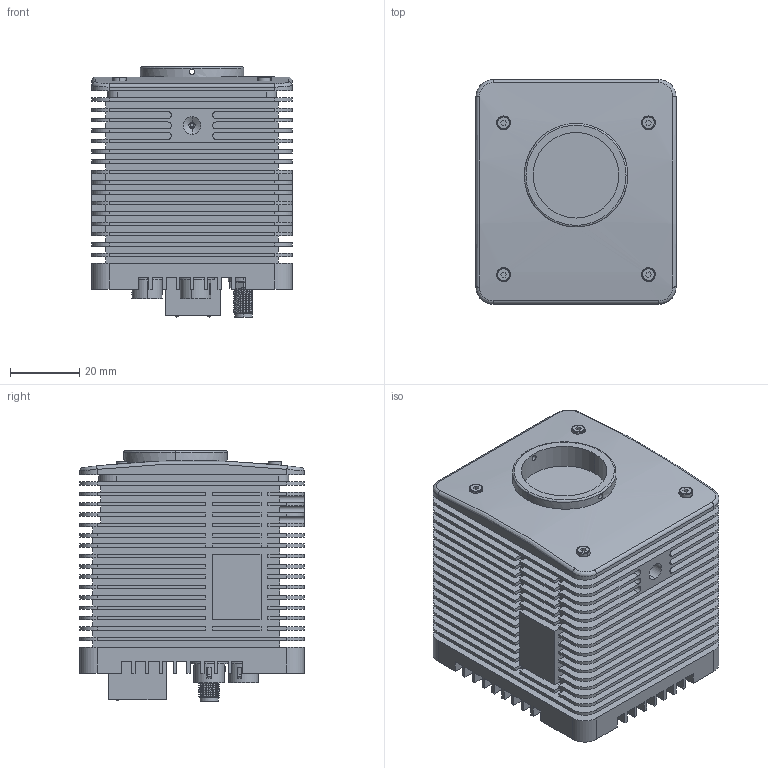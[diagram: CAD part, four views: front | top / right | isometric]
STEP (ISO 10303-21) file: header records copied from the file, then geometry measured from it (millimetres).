
FILE_DESCRIPTION (( 'STEP AP203' ), '1' );
FILE_NAME ('680103.STEP', '2021-06-21T07:04:42', ( '' ), ( '' ), 'SwSTEP 2.0', 'SolidWorks 2020', '' );
FILE_SCHEMA (( 'CONFIG_CONTROL_DESIGN' ));
Products named in the file (1): 680103
Bounding box: 58 x 65 x 72.6 mm (x, y, z)
Volume: 183381 mm3; surface area: 79241.1 mm2
Topology: 34 solids, 34 shells, 1819 faces, 4949 edges, 3222 vertices
Faces by surface type: plane 1117, cylinder 546, cone 82, bspline 74
Entity records: 78199 total; most frequent: CARTESIAN_POINT 33025, ORIENTED_EDGE 9890, DIRECTION 8860, EDGE_CURVE 4945, VERTEX_POINT 3222, LINE 3158, VECTOR 3158, AXIS2_PLACEMENT_3D 2851
